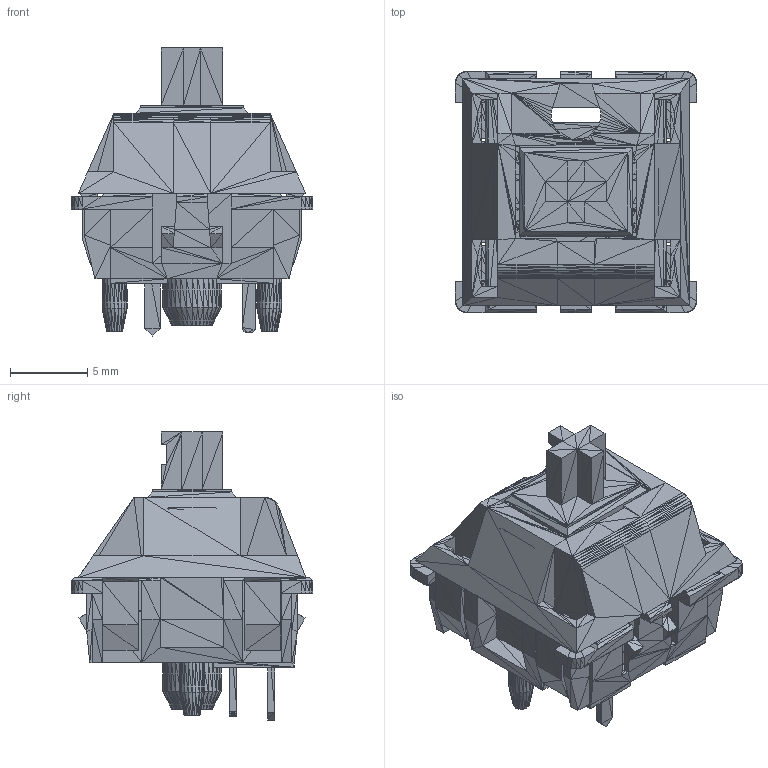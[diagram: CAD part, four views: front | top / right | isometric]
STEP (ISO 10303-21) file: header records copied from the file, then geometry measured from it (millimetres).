
FILE_DESCRIPTION((''),'2;1');
FILE_NAME('cherry mx switch resized 2', '2025-12-09T03:20:42', (''), (''), 'ImageToStl.com STEP Converter','', '');
FILE_SCHEMA(('AUTOMOTIVE_DESIGN_CC2'));
Length unit declared in the file: metre
Products named in the file (1): product0
Bounding box: 15.6 x 15.6 x 18.6 mm (x, y, z)
Surface area: 2660.9 mm2 (no closed solid volume)
Topology: 0 solids, 2900 shells, 2900 faces, 8699 edges, 1440 vertices
Faces by surface type: plane 2900
Entity records: 66708 total; most frequent: DIRECTION 14502, ORIENTED_EDGE 8700, EDGE_CURVE 8700, LINE 8700, VECTOR 8700, AXIS2_PLACEMENT_3D 2901, FACE_SURFACE 2900, PLANE 2900
